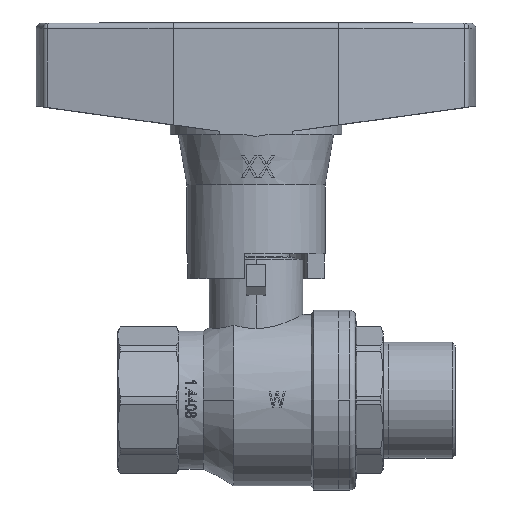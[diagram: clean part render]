
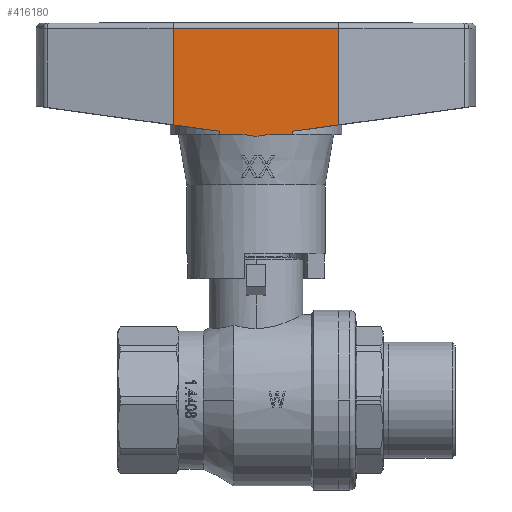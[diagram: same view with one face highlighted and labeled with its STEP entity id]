
A CAD part, top view. The second image highlights one B-rep face of the part: STEP entity #416180.
In plain terms, the highlighted face is planar.
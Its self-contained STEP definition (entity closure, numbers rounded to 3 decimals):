
#409380=CARTESIAN_POINT('',(0.,0.,27.8));
#409390=DIRECTION('',(0.,0.,1.));
#409400=DIRECTION('',(-1.,0.,0.));
#409410=AXIS2_PLACEMENT_3D('',#409380,#409390,#409400);
#409420=CONICAL_SURFACE('',#409410,14.051,0.169);
#411750=CARTESIAN_POINT('',(2.168,-14.,27.8));
#411760=VERTEX_POINT('',#411750);
#411790=CARTESIAN_POINT('',(0.,-14.,27.8));
#411800=DIRECTION('',(1.,0.,0.));
#411810=VECTOR('',#411800,1.);
#411820=LINE('',#411790,#411810);
#411830=CARTESIAN_POINT('',(6.652,-14.,27.8));
#411840=VERTEX_POINT('',#411830);
#411850=EDGE_CURVE('',#411760,#411840,#411820,.T.);
#411980=CARTESIAN_POINT('',(-6.652,-14.,27.8));
#411990=VERTEX_POINT('',#411980);
#412020=CARTESIAN_POINT('',(-2.168,-14.,27.8));
#412030=VERTEX_POINT('',#412020);
#412040=EDGE_CURVE('',#411990,#412030,#411820,.T.);
#412530=CARTESIAN_POINT('',(-6.652,-14.,28.42));
#412540=VERTEX_POINT('',#412530);
#412570=CARTESIAN_POINT('',(-6.652,-14.,35.4));
#412580=DIRECTION('',(0.,0.,-1.));
#412590=VECTOR('',#412580,1.);
#412600=LINE('',#412570,#412590);
#412610=EDGE_CURVE('',#412540,#411990,#412600,.T.);
#413520=CARTESIAN_POINT('',(4.164,-14.,26.924));
#413530=DIRECTION('',(0.991,0.,-0.137));
#413540=VECTOR('',#413530,1.);
#413550=LINE('',#413520,#413540);
#413560=CARTESIAN_POINT('',(-0.663,-14.,27.592));
#413570=VERTEX_POINT('',#413560);
#413580=EDGE_CURVE('',#412030,#413570,#413550,.T.);
#413770=CARTESIAN_POINT('',(15.,-14.,47.));
#413780=VERTEX_POINT('',#413770);
#413810=CARTESIAN_POINT('',(4.164,-14.,47.));
#413820=DIRECTION('',(1.,0.,0.));
#413830=VECTOR('',#413820,1.);
#413840=LINE('',#413810,#413830);
#413850=CARTESIAN_POINT('',(-15.,-14.,47.));
#413860=VERTEX_POINT('',#413850);
#413870=EDGE_CURVE('',#413860,#413780,#413840,.T.);
#415030=CARTESIAN_POINT('',(6.652,-14.,35.4));
#415040=DIRECTION('',(0.,0.,-1.));
#415050=VECTOR('',#415040,1.);
#415060=LINE('',#415030,#415050);
#415070=CARTESIAN_POINT('',(6.652,-14.,28.42));
#415080=VERTEX_POINT('',#415070);
#415090=EDGE_CURVE('',#415080,#411840,#415060,.T.);
#415260=CARTESIAN_POINT('',(4.164,-14.,28.076));
#415270=DIRECTION('',(0.991,0.,0.137));
#415280=VECTOR('',#415270,1.);
#415290=LINE('',#415260,#415280);
#415300=CARTESIAN_POINT('',(0.663,-14.,27.592));
#415310=VERTEX_POINT('',#415300);
#415320=EDGE_CURVE('',#415310,#411760,#415290,.T.);
#415400=CARTESIAN_POINT('',(15.,-14.,46.));
#415410=DIRECTION('',(-0.,1.,0.));
#415420=DIRECTION('',(1.,0.,0.));
#415430=AXIS2_PLACEMENT_3D('',#415400,#415410,#415420);
#415440=PLANE('',#415430);
#415450=CARTESIAN_POINT('',(-15.,-14.,29.575));
#415460=VERTEX_POINT('',#415450);
#415470=EDGE_CURVE('',#415460,#412540,#413550,.T.);
#415480=ORIENTED_EDGE('',*,*,#415470,.T.);
#415490=CARTESIAN_POINT('',(-15.,-14.,48.));
#415500=DIRECTION('',(0.,0.,-1.));
#415510=VECTOR('',#415500,1.);
#415520=LINE('',#415490,#415510);
#415530=EDGE_CURVE('',#413860,#415460,#415520,.T.);
#415540=ORIENTED_EDGE('',*,*,#415530,.T.);
#415550=ORIENTED_EDGE('',*,*,#413870,.F.);
#415560=CARTESIAN_POINT('',(15.,-14.,48.));
#415570=DIRECTION('',(0.,0.,-1.));
#415580=VECTOR('',#415570,1.);
#415590=LINE('',#415560,#415580);
#415600=CARTESIAN_POINT('',(15.,-14.,29.575));
#415610=VERTEX_POINT('',#415600);
#415620=EDGE_CURVE('',#413780,#415610,#415590,.T.);
#415630=ORIENTED_EDGE('',*,*,#415620,.F.);
#415640=EDGE_CURVE('',#415080,#415610,#415290,.T.);
#415650=ORIENTED_EDGE('',*,*,#415640,.T.);
#415660=ORIENTED_EDGE('',*,*,#415090,.F.);
#415670=ORIENTED_EDGE('',*,*,#411850,.T.);
#415680=ORIENTED_EDGE('',*,*,#415320,.T.);
#415690=CARTESIAN_POINT('',(-0.663,-14.,
27.592));
#415700=CARTESIAN_POINT('',(-0.609,-14.,
27.577));
#415710=CARTESIAN_POINT('',(-0.554,-14.,
27.564));
#415720=CARTESIAN_POINT('',(-0.5,-14.,
27.552));
#415730=CARTESIAN_POINT('',(-0.445,-14.,
27.541));
#415740=CARTESIAN_POINT('',(-0.39,-14.,27.531));
#415750=CARTESIAN_POINT('',(-0.335,-14.,27.523));
#415760=CARTESIAN_POINT('',(-0.307,-14.,27.52));
#415770=CARTESIAN_POINT('',(-0.279,-14.,27.516));
#415780=CARTESIAN_POINT('',(-0.252,-14.,27.513));
#415790=CARTESIAN_POINT('',(-0.224,-14.,27.51));
#415800=CARTESIAN_POINT('',(-0.196,-14.,27.508));
#415810=CARTESIAN_POINT('',(-0.169,-14.,27.506));
#415820=CARTESIAN_POINT('',(-0.141,-14.,27.504));
#415830=CARTESIAN_POINT('',(-0.113,-14.,27.503));
#415840=CARTESIAN_POINT('',(-0.085,-14.,27.502));
#415850=CARTESIAN_POINT('',(-0.057,-14.,27.501));
#415860=CARTESIAN_POINT('',(-0.029,-14.,27.5));
#415870=CARTESIAN_POINT('',(-0.001,-14.,27.5));
#415880=CARTESIAN_POINT('',(0.027,-14.,27.5));
#415890=CARTESIAN_POINT('',(0.055,-14.,27.5));
#415900=CARTESIAN_POINT('',(0.083,-14.,27.501));
#415910=CARTESIAN_POINT('',(0.111,-14.,27.502));
#415920=CARTESIAN_POINT('',(0.139,-14.,27.504));
#415930=CARTESIAN_POINT('',(0.167,-14.,27.506));
#415940=CARTESIAN_POINT('',(0.195,-14.,27.508));
#415950=CARTESIAN_POINT('',(0.223,-14.,27.51));
#415960=CARTESIAN_POINT('',(0.25,-14.,27.513));
#415970=CARTESIAN_POINT('',(0.278,-14.,27.516));
#415980=CARTESIAN_POINT('',(0.306,-14.,27.519));
#415990=CARTESIAN_POINT('',(0.334,-14.,27.523));
#416000=CARTESIAN_POINT('',(0.362,-14.,27.527));
#416010=CARTESIAN_POINT('',(0.39,-14.,27.532));
#416020=CARTESIAN_POINT('',(0.417,-14.,27.536));
#416030=CARTESIAN_POINT('',(0.445,-14.,27.541));
#416040=CARTESIAN_POINT('',(0.472,-14.,27.546));
#416050=CARTESIAN_POINT('',(0.5,-14.,27.552));
#416060=CARTESIAN_POINT('',(0.555,-14.,27.564));
#416070=CARTESIAN_POINT('',(0.609,-14.,27.577));
#416080=CARTESIAN_POINT('',(0.663,-14.,27.592));
#416090=B_SPLINE_CURVE_WITH_KNOTS('',3,(#415690,#415700,#415710,#415720,
#415730,#415740,#415750,#415760,#415770,#415780,#415790,#415800,#415810,
#415820,#415830,#415840,#415850,#415860,#415870,#415880,#415890,#415900,
#415910,#415920,#415930,#415940,#415950,#415960,#415970,#415980,#415990,
#416000,#416010,#416020,#416030,#416040,#416050,#416060,#416070,#416080)
,.UNSPECIFIED.,.F.,.F.,(4,3,3,3,3,3,3,3,3,3,3,3,3,4),(0.,
0.168,0.335,0.419,0.502,
0.586,0.67,0.754,0.838,
0.922,1.006,1.09,1.174,
1.342),.UNSPECIFIED.);
#416100=SURFACE_CURVE('',#416090,(#409420,#415440),.CURVE_3D.);
#416110=EDGE_CURVE('',#413570,#415310,#416100,.T.);
#416120=ORIENTED_EDGE('',*,*,#416110,.T.);
#416130=ORIENTED_EDGE('',*,*,#413580,.T.);
#416140=ORIENTED_EDGE('',*,*,#412040,.T.);
#416150=ORIENTED_EDGE('',*,*,#412610,.T.);
#416160=EDGE_LOOP('',(#416150,#416140,#416130,#416120,#415680,#415670,
#415660,#415650,#415630,#415550,#415540,#415480));
#416170=FACE_OUTER_BOUND('',#416160,.T.);
#416180=ADVANCED_FACE('',(#416170),#415440,.F.);
